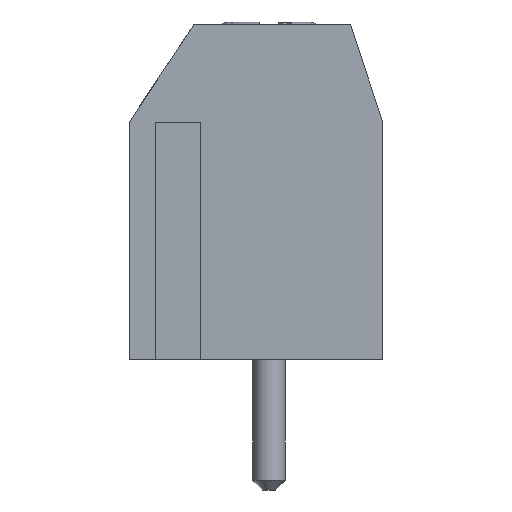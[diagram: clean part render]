
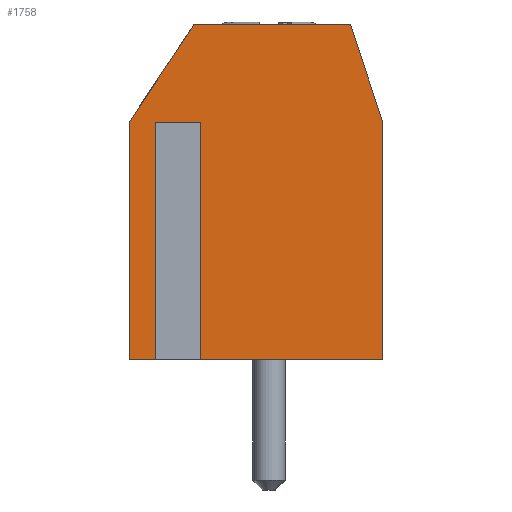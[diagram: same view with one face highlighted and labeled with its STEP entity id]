
A CAD part, left-side view. The second image highlights one B-rep face of the part: STEP entity #1758.
In plain terms, the highlighted planar face has unit normal (-1, 0, 0).
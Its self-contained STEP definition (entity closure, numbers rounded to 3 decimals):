
#1650 = VERTEX_POINT('',#1651);
#1651 = CARTESIAN_POINT('',(-2.4,2.3,10.3));
#1657 = EDGE_CURVE('',#1650,#1658,#1660,.T.);
#1658 = VERTEX_POINT('',#1659);
#1659 = CARTESIAN_POINT('',(-2.4,4.3,7.3));
#1660 = LINE('',#1661,#1662);
#1661 = CARTESIAN_POINT('',(-2.4,2.3,10.3));
#1662 = VECTOR('',#1663,1.);
#1663 = DIRECTION('',(0.,0.555,-0.832));
#1740 = EDGE_CURVE('',#1741,#1650,#1743,.T.);
#1741 = VERTEX_POINT('',#1742);
#1742 = CARTESIAN_POINT('',(-2.4,-2.5,10.3));
#1743 = LINE('',#1744,#1745);
#1744 = CARTESIAN_POINT('',(-2.4,-2.5,10.3));
#1745 = VECTOR('',#1746,1.);
#1746 = DIRECTION('',(0.,1.,0.));
#1758 = ADVANCED_FACE('',(#1759),#1825,.T.);
#1759 = FACE_BOUND('',#1760,.T.);
#1760 = EDGE_LOOP('',(#1761,#1771,#1779,#1787,#1795,#1803,#1809,#1810,
    #1811,#1819));
#1761 = ORIENTED_EDGE('',*,*,#1762,.F.);
#1762 = EDGE_CURVE('',#1763,#1765,#1767,.T.);
#1763 = VERTEX_POINT('',#1764);
#1764 = CARTESIAN_POINT('',(-2.4,3.269,
    7.3));
#1765 = VERTEX_POINT('',#1766);
#1766 = CARTESIAN_POINT('',(-2.4,3.269,
    0.));
#1767 = LINE('',#1768,#1769);
#1768 = CARTESIAN_POINT('',(-2.4,3.269,
    7.3));
#1769 = VECTOR('',#1770,1.);
#1770 = DIRECTION('',(0.,0.,-1.));
#1771 = ORIENTED_EDGE('',*,*,#1772,.T.);
#1772 = EDGE_CURVE('',#1763,#1773,#1775,.T.);
#1773 = VERTEX_POINT('',#1774);
#1774 = CARTESIAN_POINT('',(-2.4,2.331,
    7.3));
#1775 = LINE('',#1776,#1777);
#1776 = CARTESIAN_POINT('',(-2.4,3.269,
    7.3));
#1777 = VECTOR('',#1778,1.);
#1778 = DIRECTION('',(0.,-1.,0.));
#1779 = ORIENTED_EDGE('',*,*,#1780,.T.);
#1780 = EDGE_CURVE('',#1773,#1781,#1783,.T.);
#1781 = VERTEX_POINT('',#1782);
#1782 = CARTESIAN_POINT('',(-2.4,2.331,
    0.));
#1783 = LINE('',#1784,#1785);
#1784 = CARTESIAN_POINT('',(-2.4,2.331,
    7.3));
#1785 = VECTOR('',#1786,1.);
#1786 = DIRECTION('',(0.,0.,-1.));
#1787 = ORIENTED_EDGE('',*,*,#1788,.T.);
#1788 = EDGE_CURVE('',#1781,#1789,#1791,.T.);
#1789 = VERTEX_POINT('',#1790);
#1790 = CARTESIAN_POINT('',(-2.4,-3.5,0.));
#1791 = LINE('',#1792,#1793);
#1792 = CARTESIAN_POINT('',(-2.4,4.3,0.)
  );
#1793 = VECTOR('',#1794,1.);
#1794 = DIRECTION('',(0.,-1.,0.));
#1795 = ORIENTED_EDGE('',*,*,#1796,.T.);
#1796 = EDGE_CURVE('',#1789,#1797,#1799,.T.);
#1797 = VERTEX_POINT('',#1798);
#1798 = CARTESIAN_POINT('',(-2.4,-3.5,7.3));
#1799 = LINE('',#1800,#1801);
#1800 = CARTESIAN_POINT('',(-2.4,-3.5,0.)
  );
#1801 = VECTOR('',#1802,1.);
#1802 = DIRECTION('',(0.,0.,1.));
#1803 = ORIENTED_EDGE('',*,*,#1804,.T.);
#1804 = EDGE_CURVE('',#1797,#1741,#1805,.T.);
#1805 = LINE('',#1806,#1807);
#1806 = CARTESIAN_POINT('',(-2.4,-3.5,7.3));
#1807 = VECTOR('',#1808,1.);
#1808 = DIRECTION('',(0.,0.316,0.949));
#1809 = ORIENTED_EDGE('',*,*,#1740,.T.);
#1810 = ORIENTED_EDGE('',*,*,#1657,.T.);
#1811 = ORIENTED_EDGE('',*,*,#1812,.T.);
#1812 = EDGE_CURVE('',#1658,#1813,#1815,.T.);
#1813 = VERTEX_POINT('',#1814);
#1814 = CARTESIAN_POINT('',(-2.4,4.3,0.));
#1815 = LINE('',#1816,#1817);
#1816 = CARTESIAN_POINT('',(-2.4,4.3,7.3));
#1817 = VECTOR('',#1818,1.);
#1818 = DIRECTION('',(0.,0.,-1.));
#1819 = ORIENTED_EDGE('',*,*,#1820,.T.);
#1820 = EDGE_CURVE('',#1813,#1765,#1821,.T.);
#1821 = LINE('',#1822,#1823);
#1822 = CARTESIAN_POINT('',(-2.4,4.3,0.)
  );
#1823 = VECTOR('',#1824,1.);
#1824 = DIRECTION('',(0.,-1.,0.));
#1825 = PLANE('',#1826);
#1826 = AXIS2_PLACEMENT_3D('',#1827,#1828,#1829);
#1827 = CARTESIAN_POINT('',(-2.4,0.4,1.333));
#1828 = DIRECTION('',(-1.,0.,0.));
#1829 = DIRECTION('',(0.,-1.,0.));
